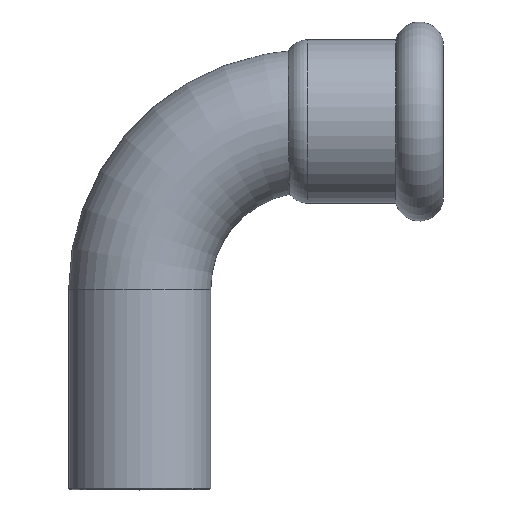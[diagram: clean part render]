
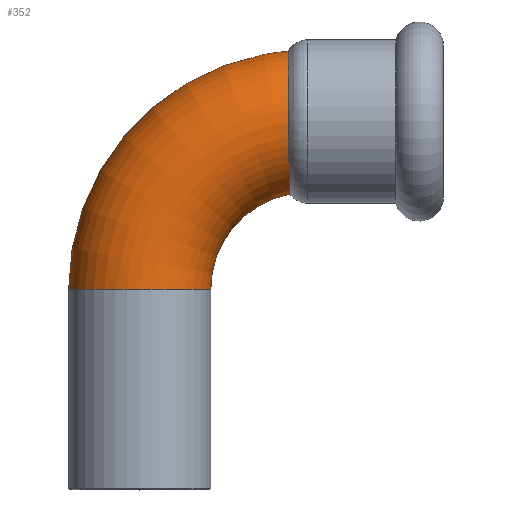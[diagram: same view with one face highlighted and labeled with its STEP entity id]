
A CAD part, top view. The second image highlights one B-rep face of the part: STEP entity #352.
In plain terms, the highlighted toroidal (fillet/blend) face has major radius 26 mm and minor radius 11 mm.
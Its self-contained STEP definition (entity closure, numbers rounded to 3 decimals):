
#18=B_SPLINE_CURVE_WITH_KNOTS('',3,(#696,#697,#698,#699,#700,#701,#702,
#703,#704,#705,#706,#707),.UNSPECIFIED.,.F.,.F.,(4,2,2,2,2,4),(3.477,
3.881,4.306,4.737,5.171,5.234),
 .UNSPECIFIED.);
#19=B_SPLINE_CURVE_WITH_KNOTS('',3,(#709,#710,#711,#712,#713,#714,#715,
#716,#717,#718,#719,#720,#721,#722,#723,#724,#725,#726,#727,#728),
 .UNSPECIFIED.,.F.,.F.,(4,2,2,2,2,2,2,2,2,4),(0.,0.428,0.858,
1.288,1.72,2.155,2.592,3.028,
3.458,3.477),.UNSPECIFIED.);
#20=B_SPLINE_CURVE_WITH_KNOTS('',3,(#729,#730,#731,#732,#733,#734,#735,
#736,#737,#738,#739,#740),.UNSPECIFIED.,.F.,.F.,(4,2,2,2,2,4),(5.234,
5.605,6.037,6.467,6.71,6.953),
 .UNSPECIFIED.);
#61=FACE_OUTER_BOUND('',#79,.T.);
#79=EDGE_LOOP('',(#289,#290,#291,#292,#293,#294,#295));
#110=CIRCLE('',#412,11.);
#111=CIRCLE('',#413,11.);
#120=CIRCLE('',#425,15.);
#149=VERTEX_POINT('',#626);
#150=VERTEX_POINT('',#627);
#160=VERTEX_POINT('',#693);
#161=VERTEX_POINT('',#695);
#162=VERTEX_POINT('',#708);
#196=EDGE_CURVE('',#149,#150,#110,.T.);
#198=EDGE_CURVE('',#150,#149,#111,.T.);
#210=EDGE_CURVE('',#161,#160,#18,.T.);
#211=EDGE_CURVE('',#162,#161,#19,.T.);
#212=EDGE_CURVE('',#160,#162,#20,.T.);
#213=EDGE_CURVE('',#161,#150,#120,.T.);
#289=ORIENTED_EDGE('',*,*,#211,.T.);
#290=ORIENTED_EDGE('',*,*,#213,.T.);
#291=ORIENTED_EDGE('',*,*,#196,.F.);
#292=ORIENTED_EDGE('',*,*,#198,.F.);
#293=ORIENTED_EDGE('',*,*,#213,.F.);
#294=ORIENTED_EDGE('',*,*,#210,.T.);
#295=ORIENTED_EDGE('',*,*,#212,.T.);
#338=TOROIDAL_SURFACE('',#424,26.,11.);
#352=ADVANCED_FACE('',(#61),#338,.T.);
#412=AXIS2_PLACEMENT_3D('',#628,#511,#512);
#413=AXIS2_PLACEMENT_3D('',#630,#514,#515);
#424=AXIS2_PLACEMENT_3D('',#741,#536,#537);
#425=AXIS2_PLACEMENT_3D('',#742,#538,#539);
#511=DIRECTION('center_axis',(0.,-1.,0.));
#512=DIRECTION('ref_axis',(0.,0.,-1.));
#514=DIRECTION('center_axis',(0.,-1.,0.));
#515=DIRECTION('ref_axis',(0.,0.,-1.));
#536=DIRECTION('center_axis',(0.,0.,-1.));
#537=DIRECTION('ref_axis',(-1.,0.,0.));
#538=DIRECTION('center_axis',(0.,0.,1.));
#539=DIRECTION('ref_axis',(-1.,0.,0.));
#626=CARTESIAN_POINT('',(-58.,-26.,0.));
#627=CARTESIAN_POINT('',(-36.,-26.,0.));
#628=CARTESIAN_POINT('Origin',(-47.,-26.,0.));
#630=CARTESIAN_POINT('Origin',(-47.,-26.,0.));
#693=CARTESIAN_POINT('',(-23.972,0.,10.999));
#695=CARTESIAN_POINT('',(-23.791,-11.262,0.));
#696=CARTESIAN_POINT('Ctrl Pts',(-23.791,-11.262,0.));
#697=CARTESIAN_POINT('Ctrl Pts',(-23.791,-11.262,1.347));
#698=CARTESIAN_POINT('Ctrl Pts',(-23.798,-11.011,2.681));
#699=CARTESIAN_POINT('Ctrl Pts',(-23.823,-10.012,5.258));
#700=CARTESIAN_POINT('Ctrl Pts',(-23.84,-9.249,6.465));
#701=CARTESIAN_POINT('Ctrl Pts',(-23.878,-7.296,8.542));
#702=CARTESIAN_POINT('Ctrl Pts',(-23.898,-6.118,9.388));
#703=CARTESIAN_POINT('Ctrl Pts',(-23.935,-3.496,10.59));
#704=CARTESIAN_POINT('Ctrl Pts',(-23.951,-2.073,10.931));
#705=CARTESIAN_POINT('Ctrl Pts',(-23.968,-0.417,10.999));
#706=CARTESIAN_POINT('Ctrl Pts',(-23.97,-0.209,11.002));
#707=CARTESIAN_POINT('Ctrl Pts',(-23.972,0.,
10.999));
#708=CARTESIAN_POINT('',(-24.046,10.874,0.));
#709=CARTESIAN_POINT('Ctrl Pts',(-24.046,10.874,0.));
#710=CARTESIAN_POINT('Ctrl Pts',(-24.046,10.874,-1.428));
#711=CARTESIAN_POINT('Ctrl Pts',(-24.044,10.595,-2.843));
#712=CARTESIAN_POINT('Ctrl Pts',(-24.039,9.51,-5.487));
#713=CARTESIAN_POINT('Ctrl Pts',(-24.035,8.714,-6.692));
#714=CARTESIAN_POINT('Ctrl Pts',(-24.023,6.702,-8.732));
#715=CARTESIAN_POINT('Ctrl Pts',(-24.016,5.505,-9.547));
#716=CARTESIAN_POINT('Ctrl Pts',(-23.997,2.859,-10.676));
#717=CARTESIAN_POINT('Ctrl Pts',(-23.986,1.435,-10.978));
#718=CARTESIAN_POINT('Ctrl Pts',(-23.958,-1.456,-11.02));
#719=CARTESIAN_POINT('Ctrl Pts',(-23.942,-2.897,-10.758));
#720=CARTESIAN_POINT('Ctrl Pts',(-23.906,-5.601,-9.695));
#721=CARTESIAN_POINT('Ctrl Pts',(-23.886,-6.839,-8.901));
#722=CARTESIAN_POINT('Ctrl Pts',(-23.847,-8.934,-6.886));
#723=CARTESIAN_POINT('Ctrl Pts',(-23.828,-9.774,-5.683));
#724=CARTESIAN_POINT('Ctrl Pts',(-23.8,-10.926,-3.038));
#725=CARTESIAN_POINT('Ctrl Pts',(-23.792,-11.235,-1.625));
#726=CARTESIAN_POINT('Ctrl Pts',(-23.791,-11.261,-0.128));
#727=CARTESIAN_POINT('Ctrl Pts',(-23.791,-11.262,-0.064));
#728=CARTESIAN_POINT('Ctrl Pts',(-23.791,-11.262,0.));
#729=CARTESIAN_POINT('Ctrl Pts',(-23.972,0.,
10.999));
#730=CARTESIAN_POINT('Ctrl Pts',(-23.984,1.235,10.98));
#731=CARTESIAN_POINT('Ctrl Pts',(-23.994,2.46,10.755));
#732=CARTESIAN_POINT('Ctrl Pts',(-24.012,4.977,9.839));
#733=CARTESIAN_POINT('Ctrl Pts',(-24.02,6.222,9.087));
#734=CARTESIAN_POINT('Ctrl Pts',(-24.033,8.346,7.151));
#735=CARTESIAN_POINT('Ctrl Pts',(-24.037,9.207,5.988));
#736=CARTESIAN_POINT('Ctrl Pts',(-24.042,10.166,3.961));
#737=CARTESIAN_POINT('Ctrl Pts',(-24.044,10.43,3.194));
#738=CARTESIAN_POINT('Ctrl Pts',(-24.045,10.785,1.615));
#739=CARTESIAN_POINT('Ctrl Pts',(-24.046,10.874,0.809));
#740=CARTESIAN_POINT('Ctrl Pts',(-24.046,10.874,0.));
#741=CARTESIAN_POINT('Origin',(-21.,-26.,0.));
#742=CARTESIAN_POINT('Origin',(-21.,-26.,0.));
